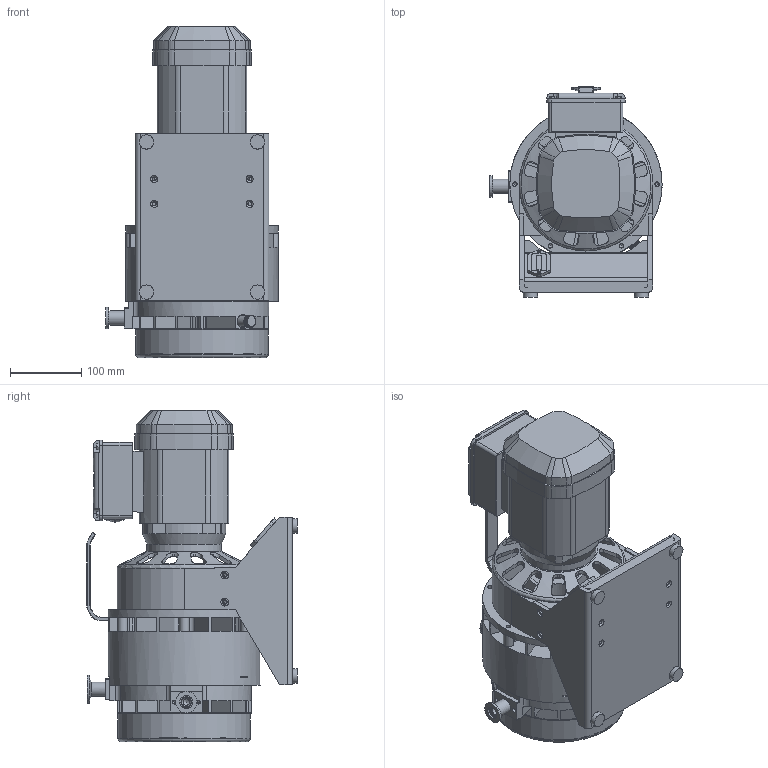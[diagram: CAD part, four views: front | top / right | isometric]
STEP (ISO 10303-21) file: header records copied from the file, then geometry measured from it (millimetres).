
FILE_DESCRIPTION(('STEP AP214'), '1');
FILE_NAME('NVSP4_QUILT_1_1', '2017-02-01T15:47:47', ('Vm19'), (''), 'ASCON STEP Converter 1.3', 'ASCON Math Kernel', '');
FILE_SCHEMA(('AUTOMOTIVE_DESIGN { 1 0 10303 214 3 1 1}'));
Length unit declared in the file: millimetre
Bounding box: 242 x 296 x 465.27 mm (x, y, z)
Surface area: 904336.5 mm2 (no closed solid volume)
Topology: 0 solids, 1 shells, 6821 faces, 16072 edges, 9195 vertices
Faces by surface type: plane 2669, bspline 2488, cylinder 1477, cone 109, torus 76, sphere 2
Full cylindrical faces by diameter (mm): 3.3 x2, 3.5 x3, 4 x2, 4.2 x6, 4.5 x6, 4.7 x4, 5 x6, 5.3 x1, 5.5 x18, 6 x12, 6.5 x12, 7 x8, 9 x1, 9.5 x4, 11 x5, 13.5 x1, 14 x1, 15 x3, 15.9 x1, 16 x1, 18 x2, 18.2 x1, 19 x1, 20 x7, 25.6 x1, 26.2 x1, 28 x1, 30 x1, 40 x1, 47 x1
Entity records: 319243 total; most frequent: CARTESIAN_POINT 142033, ORIENTED_EDGE 31567, EDGE_CURVE 15820, DIRECTION 14940, B_SPLINE_CURVE_WITH_KNOTS 9440, VERTEX_POINT 9156, EDGE_LOOP 7274, FACE_BOUND 7041
